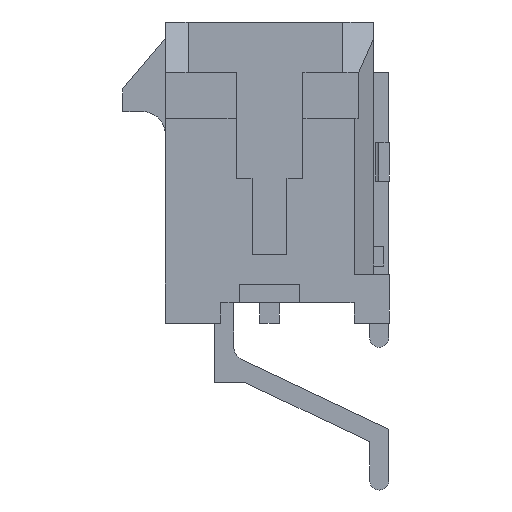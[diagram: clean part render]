
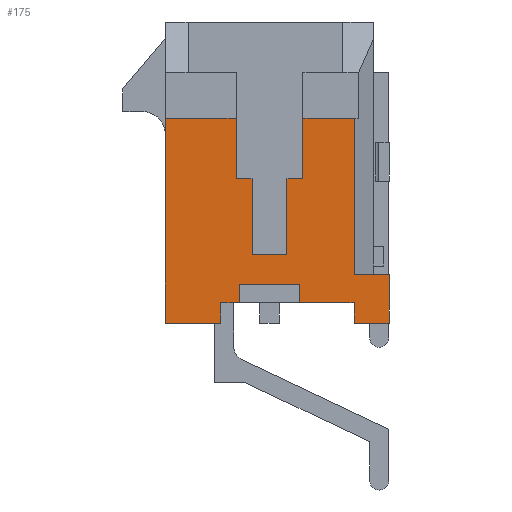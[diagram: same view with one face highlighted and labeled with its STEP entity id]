
A CAD part, left-side view. The second image highlights one B-rep face of the part: STEP entity #175.
In plain terms, the highlighted planar face has unit normal (-1, 0, 0).
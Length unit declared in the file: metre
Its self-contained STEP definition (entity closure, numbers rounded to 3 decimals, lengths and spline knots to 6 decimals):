
#175 = ADVANCED_FACE( '', ( #572 ), #573, .T. );
#572 = FACE_OUTER_BOUND( '', #1119, .T. );
#573 = PLANE( '', #1120 );
#1119 = EDGE_LOOP( '', ( #2443, #2444, #2445, #2446, #2447, #2448, #2449, #2450, #2451, #2452, #2453, #2454, #2455, #2456, #2457, #2458, #2459, #2460, #2461, #2462, #2463, #2464 ) );
#1120 = AXIS2_PLACEMENT_3D( '', #2465, #2466, #2467 );
#2443 = ORIENTED_EDGE( '', *, *, #4104, .T. );
#2444 = ORIENTED_EDGE( '', *, *, #4105, .T. );
#2445 = ORIENTED_EDGE( '', *, *, #4106, .T. );
#2446 = ORIENTED_EDGE( '', *, *, #4107, .T. );
#2447 = ORIENTED_EDGE( '', *, *, #3633, .T. );
#2448 = ORIENTED_EDGE( '', *, *, #3784, .F. );
#2449 = ORIENTED_EDGE( '', *, *, #4108, .T. );
#2450 = ORIENTED_EDGE( '', *, *, #3721, .T. );
#2451 = ORIENTED_EDGE( '', *, *, #4109, .T. );
#2452 = ORIENTED_EDGE( '', *, *, #4110, .T. );
#2453 = ORIENTED_EDGE( '', *, *, #3710, .T. );
#2454 = ORIENTED_EDGE( '', *, *, #4111, .T. );
#2455 = ORIENTED_EDGE( '', *, *, #3951, .T. );
#2456 = ORIENTED_EDGE( '', *, *, #4017, .T. );
#2457 = ORIENTED_EDGE( '', *, *, #3706, .T. );
#2458 = ORIENTED_EDGE( '', *, *, #4112, .T. );
#2459 = ORIENTED_EDGE( '', *, *, #3995, .T. );
#2460 = ORIENTED_EDGE( '', *, *, #4008, .T. );
#2461 = ORIENTED_EDGE( '', *, *, #4113, .T. );
#2462 = ORIENTED_EDGE( '', *, *, #4114, .F. );
#2463 = ORIENTED_EDGE( '', *, *, #4115, .T. );
#2464 = ORIENTED_EDGE( '', *, *, #3749, .T. );
#2465 = CARTESIAN_POINT( '', ( -0.005075, 0., 0. ) );
#2466 = DIRECTION( '', ( -1., 0., 0. ) );
#2467 = DIRECTION( '', ( 0., 0., 1. ) );
#3633 = EDGE_CURVE( '', #4435, #4433, #4436, .T. );
#3706 = EDGE_CURVE( '', #4579, #4577, #4580, .T. );
#3710 = EDGE_CURVE( '', #4587, #4585, #4588, .T. );
#3721 = EDGE_CURVE( '', #4607, #4605, #4608, .T. );
#3749 = EDGE_CURVE( '', #4663, #4661, #4664, .T. );
#3784 = EDGE_CURVE( '', #4725, #4433, #4727, .T. );
#3951 = EDGE_CURVE( '', #5023, #5021, #5024, .T. );
#3995 = EDGE_CURVE( '', #5094, #5092, #5095, .T. );
#4008 = EDGE_CURVE( '', #5092, #5115, #5117, .T. );
#4017 = EDGE_CURVE( '', #5021, #4579, #5132, .T. );
#4104 = EDGE_CURVE( '', #4661, #5264, #5265, .T. );
#4105 = EDGE_CURVE( '', #5264, #5266, #5267, .T. );
#4106 = EDGE_CURVE( '', #5266, #5268, #5269, .T. );
#4107 = EDGE_CURVE( '', #5268, #4435, #5270, .T. );
#4108 = EDGE_CURVE( '', #4725, #4607, #5271, .T. );
#4109 = EDGE_CURVE( '', #4605, #5272, #5273, .T. );
#4110 = EDGE_CURVE( '', #5272, #4587, #5274, .T. );
#4111 = EDGE_CURVE( '', #4585, #5023, #5275, .T. );
#4112 = EDGE_CURVE( '', #4577, #5094, #5276, .T. );
#4113 = EDGE_CURVE( '', #5115, #5277, #5278, .T. );
#4114 = EDGE_CURVE( '', #5279, #5277, #5280, .T. );
#4115 = EDGE_CURVE( '', #5279, #4663, #5281, .T. );
#4433 = VERTEX_POINT( '', #5617 );
#4435 = VERTEX_POINT( '', #5620 );
#4436 = LINE( '', #5621, #5622 );
#4577 = VERTEX_POINT( '', #5834 );
#4579 = VERTEX_POINT( '', #5837 );
#4580 = LINE( '', #5838, #5839 );
#4585 = VERTEX_POINT( '', #5846 );
#4587 = VERTEX_POINT( '', #5849 );
#4588 = LINE( '', #5850, #5851 );
#4605 = VERTEX_POINT( '', #5877 );
#4607 = VERTEX_POINT( '', #5880 );
#4608 = LINE( '', #5881, #5882 );
#4661 = VERTEX_POINT( '', #5959 );
#4663 = VERTEX_POINT( '', #5962 );
#4664 = LINE( '', #5963, #5964 );
#4725 = VERTEX_POINT( '', #6055 );
#4727 = LINE( '', #6058, #6059 );
#5021 = VERTEX_POINT( '', #6510 );
#5023 = VERTEX_POINT( '', #6513 );
#5024 = LINE( '', #6514, #6515 );
#5092 = VERTEX_POINT( '', #6625 );
#5094 = VERTEX_POINT( '', #6628 );
#5095 = LINE( '', #6629, #6630 );
#5115 = VERTEX_POINT( '', #6661 );
#5117 = LINE( '', #6664, #6665 );
#5132 = LINE( '', #6688, #6689 );
#5264 = VERTEX_POINT( '', #6900 );
#5265 = LINE( '', #6901, #6902 );
#5266 = VERTEX_POINT( '', #6903 );
#5267 = LINE( '', #6904, #6905 );
#5268 = VERTEX_POINT( '', #6906 );
#5269 = LINE( '', #6907, #6908 );
#5270 = LINE( '', #6909, #6910 );
#5271 = LINE( '', #6911, #6912 );
#5272 = VERTEX_POINT( '', #6913 );
#5273 = LINE( '', #6914, #6915 );
#5274 = LINE( '', #6916, #6917 );
#5275 = LINE( '', #6918, #6919 );
#5276 = LINE( '', #6920, #6921 );
#5277 = VERTEX_POINT( '', #6922 );
#5278 = LINE( '', #6923, #6924 );
#5279 = VERTEX_POINT( '', #6925 );
#5280 = LINE( '', #6926, #6927 );
#5281 = LINE( '', #6928, #6929 );
#5617 = CARTESIAN_POINT( '', ( -0.005075, 0.0011, -0.000195 ) );
#5620 = CARTESIAN_POINT( '', ( -0.005075, 0.000575, -0.000195 ) );
#5621 = CARTESIAN_POINT( '', ( -0.005075, 0.000575, -0.000195 ) );
#5622 = VECTOR( '', #7405, 1. );
#5834 = CARTESIAN_POINT( '', ( -0.005075, -0.00278, -0.004285 ) );
#5837 = CARTESIAN_POINT( '', ( -0.005075, -0.001, -0.004285 ) );
#5838 = CARTESIAN_POINT( '', ( -0.005075, -0.001, -0.004285 ) );
#5839 = VECTOR( '', #7478, 1. );
#5846 = CARTESIAN_POINT( '', ( -0.005075, 0.001, -0.004285 ) );
#5849 = CARTESIAN_POINT( '', ( -0.005075, 0.0016, -0.004285 ) );
#5850 = CARTESIAN_POINT( '', ( -0.005075, 0.0016, -0.004285 ) );
#5851 = VECTOR( '', #7482, 1. );
#5877 = CARTESIAN_POINT( '', ( -0.005075, 0.00343, -0.004955 ) );
#5880 = CARTESIAN_POINT( '', ( -0.005075, 0.00343, 0.001785 ) );
#5881 = CARTESIAN_POINT( '', ( -0.005075, 0.00343, 0.001785 ) );
#5882 = VECTOR( '', #7493, 1. );
#5959 = CARTESIAN_POINT( '', ( -0.005075, -0.0011, -0.000195 ) );
#5962 = CARTESIAN_POINT( '', ( -0.005075, -0.0011, 0.001785 ) );
#5963 = CARTESIAN_POINT( '', ( -0.005075, -0.0011, 0.001785 ) );
#5964 = VECTOR( '', #7525, 1. );
#6055 = CARTESIAN_POINT( '', ( -0.005075, 0.0011, 0.001785 ) );
#6058 = CARTESIAN_POINT( '', ( -0.005075, 0.0011, 0.001785 ) );
#6059 = VECTOR( '', #7566, 1. );
#6510 = CARTESIAN_POINT( '', ( -0.005075, -0.001, -0.003685 ) );
#6513 = CARTESIAN_POINT( '', ( -0.005075, 0.001, -0.003685 ) );
#6514 = CARTESIAN_POINT( '', ( -0.005075, 0.001, -0.003685 ) );
#6515 = VECTOR( '', #7749, 1. );
#6625 = CARTESIAN_POINT( '', ( -0.005075, -0.00394, -0.004955 ) );
#6628 = CARTESIAN_POINT( '', ( -0.005075, -0.00278, -0.004955 ) );
#6629 = CARTESIAN_POINT( '', ( -0.005075, -0.00278, -0.004955 ) );
#6630 = VECTOR( '', #7793, 1. );
#6661 = CARTESIAN_POINT( '', ( -0.005075, -0.00394, -0.003355 ) );
#6664 = CARTESIAN_POINT( '', ( -0.005075, -0.00394, -0.004955 ) );
#6665 = VECTOR( '', #7806, 1. );
#6688 = CARTESIAN_POINT( '', ( -0.005075, -0.001, -0.003685 ) );
#6689 = VECTOR( '', #7815, 1. );
#6900 = CARTESIAN_POINT( '', ( -0.005075, -0.000575, -0.000195 ) );
#6901 = CARTESIAN_POINT( '', ( -0.005075, -0.0011, -0.000195 ) );
#6902 = VECTOR( '', #7916, 1. );
#6903 = CARTESIAN_POINT( '', ( -0.005075, -0.000575, -0.002695 ) );
#6904 = CARTESIAN_POINT( '', ( -0.005075, -0.000575, -0.000195 ) );
#6905 = VECTOR( '', #7917, 1. );
#6906 = CARTESIAN_POINT( '', ( -0.005075, 0.000575, -0.002695 ) );
#6907 = CARTESIAN_POINT( '', ( -0.005075, -0.000575, -0.002695 ) );
#6908 = VECTOR( '', #7918, 1. );
#6909 = CARTESIAN_POINT( '', ( -0.005075, 0.000575, -0.002695 ) );
#6910 = VECTOR( '', #7919, 1. );
#6911 = CARTESIAN_POINT( '', ( -0.005075, 0.0011, 0.001785 ) );
#6912 = VECTOR( '', #7920, 1. );
#6913 = CARTESIAN_POINT( '', ( -0.005075, 0.0016, -0.004955 ) );
#6914 = CARTESIAN_POINT( '', ( -0.005075, 0.00343, -0.004955 ) );
#6915 = VECTOR( '', #7921, 1. );
#6916 = CARTESIAN_POINT( '', ( -0.005075, 0.0016, -0.004955 ) );
#6917 = VECTOR( '', #7922, 1. );
#6918 = CARTESIAN_POINT( '', ( -0.005075, 0.001, -0.004285 ) );
#6919 = VECTOR( '', #7923, 1. );
#6920 = CARTESIAN_POINT( '', ( -0.005075, -0.00278, -0.004285 ) );
#6921 = VECTOR( '', #7924, 1. );
#6922 = CARTESIAN_POINT( '', ( -0.005075, -0.002798, -0.003355 ) );
#6923 = CARTESIAN_POINT( '', ( -0.005075, -0.00394, -0.003355 ) );
#6924 = VECTOR( '', #7925, 1. );
#6925 = CARTESIAN_POINT( '', ( -0.005075, -0.002798, 0.001785 ) );
#6926 = CARTESIAN_POINT( '', ( -0.005075, -0.002798, 0.001785 ) );
#6927 = VECTOR( '', #7926, 1. );
#6928 = CARTESIAN_POINT( '', ( -0.005075, -0.002798, 0.001785 ) );
#6929 = VECTOR( '', #7927, 1. );
#7405 = DIRECTION( '', ( 0., 1., 0. ) );
#7478 = DIRECTION( '', ( 0., -1., 0. ) );
#7482 = DIRECTION( '', ( 0., -1., 0. ) );
#7493 = DIRECTION( '', ( 0., 0., -1. ) );
#7525 = DIRECTION( '', ( 0., 0., -1. ) );
#7566 = DIRECTION( '', ( 0., 0., -1. ) );
#7749 = DIRECTION( '', ( 0., -1., 0. ) );
#7793 = DIRECTION( '', ( 0., -1., 0. ) );
#7806 = DIRECTION( '', ( 0., 0., 1. ) );
#7815 = DIRECTION( '', ( 0., 0., -1. ) );
#7916 = DIRECTION( '', ( 0., 1., 0. ) );
#7917 = DIRECTION( '', ( 0., 0., -1. ) );
#7918 = DIRECTION( '', ( 0., 1., 0. ) );
#7919 = DIRECTION( '', ( 0., 0., 1. ) );
#7920 = DIRECTION( '', ( 0., 1., 0. ) );
#7921 = DIRECTION( '', ( 0., -1., 0. ) );
#7922 = DIRECTION( '', ( 0., 0., 1. ) );
#7923 = DIRECTION( '', ( 0., 0., 1. ) );
#7924 = DIRECTION( '', ( 0., 0., -1. ) );
#7925 = DIRECTION( '', ( 0., 1., 0. ) );
#7926 = DIRECTION( '', ( 0., 0., -1. ) );
#7927 = DIRECTION( '', ( 0., 1., 0. ) );
